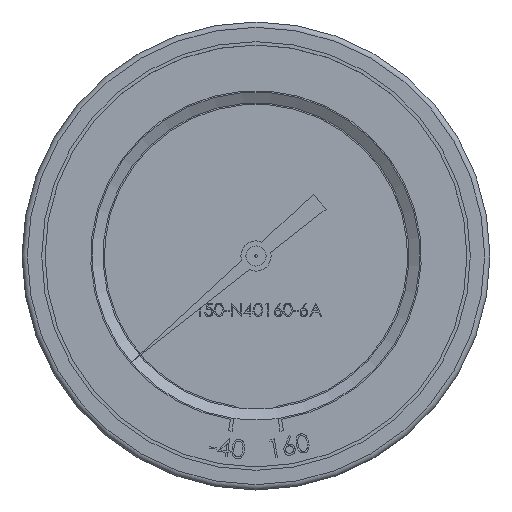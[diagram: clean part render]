
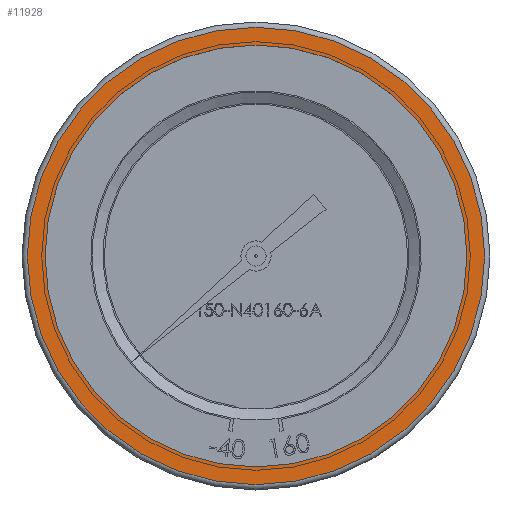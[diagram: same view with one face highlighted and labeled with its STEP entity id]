
A CAD part, top view. The second image highlights one B-rep face of the part: STEP entity #11928.
In plain terms, the highlighted planar face has unit normal (0, 0, 1).
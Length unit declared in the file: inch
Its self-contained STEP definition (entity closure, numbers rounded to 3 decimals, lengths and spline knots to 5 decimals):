
#1308 = EDGE_CURVE ( 'NONE', #9642, #9642, #8463, .T. ) ;
#1946 = FACE_BOUND ( 'NONE', #3670, .T. ) ;
#3655 = FACE_OUTER_BOUND ( 'NONE', #18252, .T. ) ;
#3670 = EDGE_LOOP ( 'NONE', ( #14454 ) ) ;
#4818 = ORIENTED_EDGE ( 'NONE', *, *, #20476, .T. ) ;
#5625 = DIRECTION ( 'NONE',  ( -1., 0., 0. ) ) ;
#7007 = DIRECTION ( 'NONE',  ( -1., 0., 0. ) ) ;
#7129 = DIRECTION ( 'NONE',  ( 0., 0., 1. ) ) ;
#8463 = CIRCLE ( 'NONE', #18264, 2.38 ) ;
#9014 = CARTESIAN_POINT ( 'NONE',  ( 0., 0., 0. ) ) ;
#9066 = CARTESIAN_POINT ( 'NONE',  ( 0., 0., 0. ) ) ;
#9642 = VERTEX_POINT ( 'NONE', #17128 ) ;
#9836 = CIRCLE ( 'NONE', #23536, 2.58 ) ;
#11567 = AXIS2_PLACEMENT_3D ( 'NONE', #9066, #24004, #5625 ) ;
#11928 = ADVANCED_FACE ( 'NONE', ( #3655, #1946 ), #16791, .F. ) ;
#14454 = ORIENTED_EDGE ( 'NONE', *, *, #1308, .F. ) ;
#15983 = DIRECTION ( 'NONE',  ( -1., 0., 0. ) ) ;
#16204 = CARTESIAN_POINT ( 'NONE',  ( 0., 0., 0. ) ) ;
#16791 = PLANE ( 'NONE',  #11567 ) ;
#17128 = CARTESIAN_POINT ( 'NONE',  ( -2.38, 0., 0. ) ) ;
#17823 = DIRECTION ( 'NONE',  ( 0., 0., 1. ) ) ;
#18252 = EDGE_LOOP ( 'NONE', ( #4818 ) ) ;
#18264 = AXIS2_PLACEMENT_3D ( 'NONE', #16204, #7129, #7007 ) ;
#19812 = CARTESIAN_POINT ( 'NONE',  ( -2.58, 0., 0. ) ) ;
#20476 = EDGE_CURVE ( 'NONE', #22153, #22153, #9836, .T. ) ;
#22153 = VERTEX_POINT ( 'NONE', #19812 ) ;
#23536 = AXIS2_PLACEMENT_3D ( 'NONE', #9014, #17823, #15983 ) ;
#24004 = DIRECTION ( 'NONE',  ( 0., 0., -1. ) ) ;
